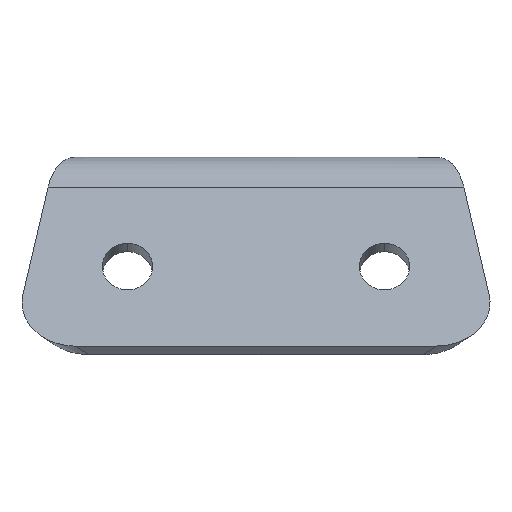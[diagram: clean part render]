
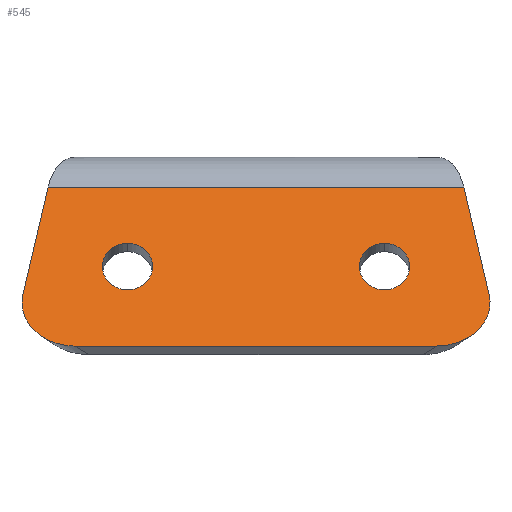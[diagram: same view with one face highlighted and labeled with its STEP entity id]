
A CAD part, top view. The second image highlights one B-rep face of the part: STEP entity #545.
In plain terms, the highlighted planar face has unit normal (0, 0.364, 0.931).
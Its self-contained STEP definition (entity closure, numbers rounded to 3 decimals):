
#14 = CARTESIAN_POINT ( 'NONE',  ( 32., -5.356, 5.607 ) ) ;
#17 = EDGE_CURVE ( 'NONE', #271, #70, #460, .T. ) ;
#18 = ORIENTED_EDGE ( 'NONE', *, *, #112, .F. ) ;
#46 = CIRCLE ( 'NONE', #547, 2.15 ) ;
#53 = ORIENTED_EDGE ( 'NONE', *, *, #76, .T. ) ;
#58 = CARTESIAN_POINT ( 'NONE',  ( 36.753, 8.203, 0.306 ) ) ;
#61 = CARTESIAN_POINT ( 'NONE',  ( 40.963, -9.751, 7.324 ) ) ;
#62 = EDGE_CURVE ( 'NONE', #287, #70, #154, .T. ) ;
#70 = VERTEX_POINT ( 'NONE', #259 ) ;
#73 = CARTESIAN_POINT ( 'NONE',  ( 36.462, -14.174, 9.053 ) ) ;
#76 = EDGE_CURVE ( 'NONE', #271, #431, #84, .T. ) ;
#84 =( BOUNDED_CURVE ( )  B_SPLINE_CURVE ( 3, ( #383, #483, #220, #410 ),
 .UNSPECIFIED., .F., .F. ) 
 B_SPLINE_CURVE_WITH_KNOTS ( ( 4, 4 ),
 ( 2.953, 4.712 ),
 .UNSPECIFIED. ) 
 CURVE ( )  GEOMETRIC_REPRESENTATION_ITEM ( )  RATIONAL_B_SPLINE_CURVE ( ( 1., 0.758, 0.758, 1. ) ) 
 REPRESENTATION_ITEM ( '' )  );
#90 = DIRECTION ( 'NONE',  ( 0., 0.364, 0.931 ) ) ;
#92 = EDGE_CURVE ( 'NONE', #265, #278, #422, .T. ) ;
#95 = VERTEX_POINT ( 'NONE', #609 ) ;
#107 = DIRECTION ( 'NONE',  ( 0., -0.931, 0.364 ) ) ;
#110 = AXIS2_PLACEMENT_3D ( 'NONE', #655, #606, #308 ) ;
#112 = EDGE_CURVE ( 'NONE', #234, #95, #505, .T. ) ;
#113 = CARTESIAN_POINT ( 'NONE',  ( 10., -7.359, 6.389 ) ) ;
#117 = EDGE_CURVE ( 'NONE', #95, #234, #46, .T. ) ;
#122 = EDGE_CURVE ( 'NONE', #287, #278, #654, .T. ) ;
#123 = CIRCLE ( 'NONE', #110, 2.15 ) ;
#131 = ORIENTED_EDGE ( 'NONE', *, *, #562, .F. ) ;
#143 = DIRECTION ( 'NONE',  ( 0., -0.931, 0.364 ) ) ;
#154 = LINE ( 'NONE', #338, #269 ) ;
#166 = EDGE_LOOP ( 'NONE', ( #131, #473, #303, #363, #359, #53 ) ) ;
#170 = AXIS2_PLACEMENT_3D ( 'NONE', #302, #351, #254 ) ;
#176 = CARTESIAN_POINT ( 'NONE',  ( 38.804, -0.544, 3.725 ) ) ;
#220 = CARTESIAN_POINT ( 'NONE',  ( 2.434, -14.174, 9.053 ) ) ;
#233 = CARTESIAN_POINT ( 'NONE',  ( 5.538, -14.174, 9.053 ) ) ;
#234 = VERTEX_POINT ( 'NONE', #367 ) ;
#247 = DIRECTION ( 'NONE',  ( -1., 0., 0. ) ) ;
#254 = DIRECTION ( 'NONE',  ( 0., -0.931, 0.364 ) ) ;
#259 = CARTESIAN_POINT ( 'NONE',  ( 3.196, -0.544, 3.725 ) ) ;
#262 = FACE_BOUND ( 'NONE', #421, .T. ) ;
#264 = DIRECTION ( 'NONE',  ( 0.213, -0.91, 0.356 ) ) ;
#265 = VERTEX_POINT ( 'NONE', #73 ) ;
#267 = CARTESIAN_POINT ( 'NONE',  ( 36.462, -14.174, 9.053 ) ) ;
#269 = VECTOR ( 'NONE', #484, 1000. ) ;
#271 = VERTEX_POINT ( 'NONE', #317 ) ;
#278 = VERTEX_POINT ( 'NONE', #511 ) ;
#286 = ORIENTED_EDGE ( 'NONE', *, *, #117, .F. ) ;
#287 = VERTEX_POINT ( 'NONE', #176 ) ;
#300 = FACE_BOUND ( 'NONE', #500, .T. ) ;
#301 = VECTOR ( 'NONE', #264, 1000. ) ;
#302 = CARTESIAN_POINT ( 'NONE',  ( 32., -7.359, 6.389 ) ) ;
#303 = ORIENTED_EDGE ( 'NONE', *, *, #122, .F. ) ;
#305 = LINE ( 'NONE', #644, #478 ) ;
#308 = DIRECTION ( 'NONE',  ( 0., -0.931, 0.364 ) ) ;
#311 = DIRECTION ( 'NONE',  ( 0., 0.364, 0.931 ) ) ;
#317 = CARTESIAN_POINT ( 'NONE',  ( 1.037, -9.751, 7.324 ) ) ;
#322 = VERTEX_POINT ( 'NONE', #14 ) ;
#330 = CARTESIAN_POINT ( 'NONE',  ( 32., -9.361, 7.172 ) ) ;
#335 = CARTESIAN_POINT ( 'NONE',  ( 3.335, 0.05, 3.493 ) ) ;
#338 = CARTESIAN_POINT ( 'NONE',  ( 0., -0.544, 3.725 ) ) ;
#351 = DIRECTION ( 'NONE',  ( 0., 0.364, 0.931 ) ) ;
#354 = DIRECTION ( 'NONE',  ( 0., -0.931, 0.364 ) ) ;
#359 = ORIENTED_EDGE ( 'NONE', *, *, #17, .F. ) ;
#363 = ORIENTED_EDGE ( 'NONE', *, *, #62, .T. ) ;
#367 = CARTESIAN_POINT ( 'NONE',  ( 10., -9.361, 7.172 ) ) ;
#378 = VECTOR ( 'NONE', #574, 1000. ) ;
#383 = CARTESIAN_POINT ( 'NONE',  ( 1.037, -9.751, 7.324 ) ) ;
#402 = CIRCLE ( 'NONE', #170, 2.15 ) ;
#410 = CARTESIAN_POINT ( 'NONE',  ( 5.538, -14.174, 9.053 ) ) ;
#421 = EDGE_LOOP ( 'NONE', ( #543, #552 ) ) ;
#422 =( BOUNDED_CURVE ( )  B_SPLINE_CURVE ( 3, ( #267, #614, #555, #61 ),
 .UNSPECIFIED., .F., .T. ) 
 B_SPLINE_CURVE_WITH_KNOTS ( ( 4, 4 ),
 ( 4.712, 6.472 ),
 .UNSPECIFIED. ) 
 CURVE ( )  GEOMETRIC_REPRESENTATION_ITEM ( )  RATIONAL_B_SPLINE_CURVE ( ( 1., 0.758, 0.758, 1. ) ) 
 REPRESENTATION_ITEM ( '' )  );
#431 = VERTEX_POINT ( 'NONE', #233 ) ;
#443 = CARTESIAN_POINT ( 'NONE',  ( 0., 0.728, 3.228 ) ) ;
#448 = VERTEX_POINT ( 'NONE', #330 ) ;
#460 = LINE ( 'NONE', #335, #378 ) ;
#466 = FACE_OUTER_BOUND ( 'NONE', #166, .T. ) ;
#473 = ORIENTED_EDGE ( 'NONE', *, *, #92, .T. ) ;
#478 = VECTOR ( 'NONE', #247, 1000. ) ;
#483 = CARTESIAN_POINT ( 'NONE',  ( 0.456, -12.23, 8.293 ) ) ;
#484 = DIRECTION ( 'NONE',  ( -1., 0., 0. ) ) ;
#485 = PLANE ( 'NONE',  #556 ) ;
#491 = AXIS2_PLACEMENT_3D ( 'NONE', #509, #551, #354 ) ;
#500 = EDGE_LOOP ( 'NONE', ( #18, #286 ) ) ;
#505 = CIRCLE ( 'NONE', #491, 2.15 ) ;
#509 = CARTESIAN_POINT ( 'NONE',  ( 10., -7.359, 6.389 ) ) ;
#511 = CARTESIAN_POINT ( 'NONE',  ( 40.963, -9.751, 7.324 ) ) ;
#543 = ORIENTED_EDGE ( 'NONE', *, *, #660, .F. ) ;
#545 = ADVANCED_FACE ( 'NONE', ( #466, #300, #262 ), #485, .T. ) ;
#547 = AXIS2_PLACEMENT_3D ( 'NONE', #113, #311, #107 ) ;
#551 = DIRECTION ( 'NONE',  ( 0., 0.364, 0.931 ) ) ;
#552 = ORIENTED_EDGE ( 'NONE', *, *, #658, .F. ) ;
#555 = CARTESIAN_POINT ( 'NONE',  ( 41.544, -12.23, 8.293 ) ) ;
#556 = AXIS2_PLACEMENT_3D ( 'NONE', #443, #90, #143 ) ;
#562 = EDGE_CURVE ( 'NONE', #265, #431, #305, .T. ) ;
#574 = DIRECTION ( 'NONE',  ( 0.213, 0.91, -0.356 ) ) ;
#606 = DIRECTION ( 'NONE',  ( 0., 0.364, 0.931 ) ) ;
#609 = CARTESIAN_POINT ( 'NONE',  ( 10., -5.356, 5.607 ) ) ;
#614 = CARTESIAN_POINT ( 'NONE',  ( 39.566, -14.174, 9.053 ) ) ;
#644 = CARTESIAN_POINT ( 'NONE',  ( 0., -14.174, 9.053 ) ) ;
#654 = LINE ( 'NONE', #58, #301 ) ;
#655 = CARTESIAN_POINT ( 'NONE',  ( 32., -7.359, 6.389 ) ) ;
#658 = EDGE_CURVE ( 'NONE', #322, #448, #123, .T. ) ;
#660 = EDGE_CURVE ( 'NONE', #448, #322, #402, .T. ) ;
